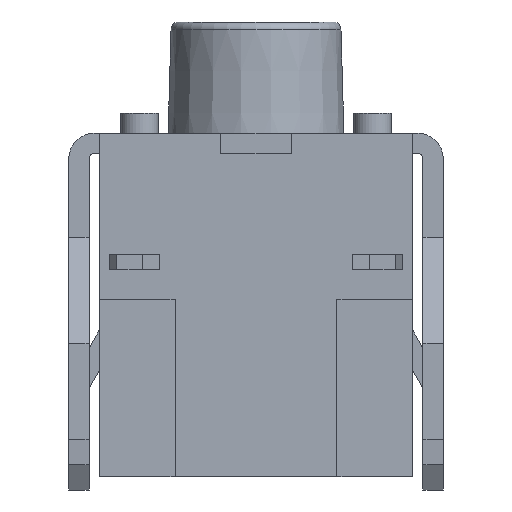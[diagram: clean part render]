
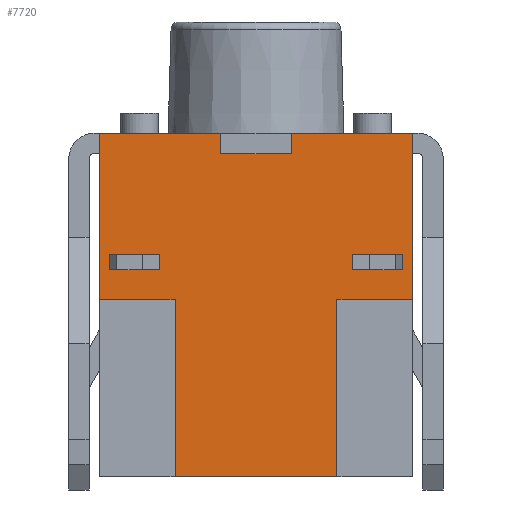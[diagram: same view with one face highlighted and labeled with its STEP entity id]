
A CAD part, left-side view. The second image highlights one B-rep face of the part: STEP entity #7720.
In plain terms, the highlighted planar face has unit normal (-1, 0, 0).
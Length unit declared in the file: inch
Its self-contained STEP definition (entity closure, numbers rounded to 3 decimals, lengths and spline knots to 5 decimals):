
#1418=CARTESIAN_POINT('',(-0.12205,-0.02756,0.11378));
#1419=VERTEX_POINT('',#1418);
#1420=CARTESIAN_POINT('',(-0.12205,0.02756,0.11378));
#1421=VERTEX_POINT('',#1420);
#1422=CARTESIAN_POINT('',(-0.12205,-0.02756,0.11378));
#1423=DIRECTION('',(0.0,1.0,0.0));
#1424=VECTOR('',#1423,0.05512);
#1425=LINE('',#1422,#1424);
#1426=EDGE_CURVE('',#1419,#1421,#1425,.T.);
#3147=CARTESIAN_POINT('',(-0.12205,0.12205,0.12953));
#3148=VERTEX_POINT('',#3147);
#3155=CARTESIAN_POINT('',(-0.12205,0.02756,0.12953));
#3156=VERTEX_POINT('',#3155);
#3157=CARTESIAN_POINT('',(-0.12205,0.02756,0.12953));
#3158=DIRECTION('',(0.0,1.0,0.0));
#3159=VECTOR('',#3158,0.09449);
#3160=LINE('',#3157,#3159);
#3161=EDGE_CURVE('',#3156,#3148,#3160,.T.);
#3179=CARTESIAN_POINT('',(-0.12205,-0.02756,0.12953));
#3180=VERTEX_POINT('',#3179);
#3187=CARTESIAN_POINT('',(-0.12205,-0.12205,0.12953));
#3188=VERTEX_POINT('',#3187);
#3189=CARTESIAN_POINT('',(-0.12205,-0.12205,0.12953));
#3190=DIRECTION('',(0.0,1.0,0.0));
#3191=VECTOR('',#3190,0.09449);
#3192=LINE('',#3189,#3191);
#3193=EDGE_CURVE('',#3188,#3180,#3192,.T.);
#3317=CARTESIAN_POINT('',(-0.12205,-0.02756,0.11378));
#3318=DIRECTION('',(0.0,0.0,1.0));
#3319=VECTOR('',#3318,0.01575);
#3320=LINE('',#3317,#3319);
#3321=EDGE_CURVE('',#1419,#3180,#3320,.T.);
#3349=CARTESIAN_POINT('',(-0.12205,0.02756,0.11378));
#3350=DIRECTION('',(0.0,0.0,1.0));
#3351=VECTOR('',#3350,0.01575);
#3352=LINE('',#3349,#3351);
#3353=EDGE_CURVE('',#1421,#3156,#3352,.T.);
#5420=CARTESIAN_POINT('',(-0.12205,0.08268,0.02323));
#5421=VERTEX_POINT('',#5420);
#5437=CARTESIAN_POINT('',(-0.12205,0.11417,0.02323));
#5438=VERTEX_POINT('',#5437);
#5445=CARTESIAN_POINT('',(-0.12205,0.08268,0.02323));
#5446=DIRECTION('',(0.0,1.0,0.0));
#5447=VECTOR('',#5446,0.0315);
#5448=LINE('',#5445,#5447);
#5449=EDGE_CURVE('',#5421,#5438,#5448,.T.);
#5459=CARTESIAN_POINT('',(-0.12205,0.08268,0.03504));
#5460=VERTEX_POINT('',#5459);
#5467=CARTESIAN_POINT('',(-0.12205,0.11417,0.03504));
#5468=VERTEX_POINT('',#5467);
#5469=CARTESIAN_POINT('',(-0.12205,0.11417,0.03504));
#5470=DIRECTION('',(0.0,-1.0,0.0));
#5471=VECTOR('',#5470,0.0315);
#5472=LINE('',#5469,#5471);
#5473=EDGE_CURVE('',#5468,#5460,#5472,.T.);
#5498=CARTESIAN_POINT('',(-0.12205,0.11417,0.02323));
#5499=DIRECTION('',(0.0,0.0,1.0));
#5500=VECTOR('',#5499,0.01181);
#5501=LINE('',#5498,#5500);
#5502=EDGE_CURVE('',#5438,#5468,#5501,.T.);
#5516=CARTESIAN_POINT('',(-0.12205,0.08268,0.03504));
#5517=DIRECTION('',(0.0,0.0,-1.0));
#5518=VECTOR('',#5517,0.01181);
#5519=LINE('',#5516,#5518);
#5520=EDGE_CURVE('',#5460,#5421,#5519,.T.);
#5532=CARTESIAN_POINT('',(-0.12205,-0.08268,0.02323));
#5533=VERTEX_POINT('',#5532);
#5540=CARTESIAN_POINT('',(-0.12205,-0.11417,0.02323));
#5541=VERTEX_POINT('',#5540);
#5542=CARTESIAN_POINT('',(-0.12205,-0.11417,0.02323));
#5543=DIRECTION('',(0.0,1.0,0.0));
#5544=VECTOR('',#5543,0.0315);
#5545=LINE('',#5542,#5544);
#5546=EDGE_CURVE('',#5541,#5533,#5545,.T.);
#5571=CARTESIAN_POINT('',(-0.12205,-0.08268,0.03504));
#5572=VERTEX_POINT('',#5571);
#5588=CARTESIAN_POINT('',(-0.12205,-0.11417,0.03504));
#5589=VERTEX_POINT('',#5588);
#5596=CARTESIAN_POINT('',(-0.12205,-0.08268,0.03504));
#5597=DIRECTION('',(0.0,-1.0,0.0));
#5598=VECTOR('',#5597,0.0315);
#5599=LINE('',#5596,#5598);
#5600=EDGE_CURVE('',#5572,#5589,#5599,.T.);
#5610=CARTESIAN_POINT('',(-0.12205,-0.11417,0.03504));
#5611=DIRECTION('',(0.0,0.0,-1.0));
#5612=VECTOR('',#5611,0.01181);
#5613=LINE('',#5610,#5612);
#5614=EDGE_CURVE('',#5589,#5541,#5613,.T.);
#5630=CARTESIAN_POINT('',(-0.12205,-0.08268,0.02323));
#5631=DIRECTION('',(0.0,0.0,1.0));
#5632=VECTOR('',#5631,0.01181);
#5633=LINE('',#5630,#5632);
#5634=EDGE_CURVE('',#5533,#5572,#5633,.T.);
#6754=CARTESIAN_POINT('',(-0.12205,0.06299,-0.1378));
#6755=VERTEX_POINT('',#6754);
#6762=CARTESIAN_POINT('',(-0.12205,0.06299,0.0));
#6763=VERTEX_POINT('',#6762);
#6764=CARTESIAN_POINT('',(-0.12205,0.06299,0.0));
#6765=DIRECTION('',(0.0,0.0,-1.0));
#6766=VECTOR('',#6765,0.1378);
#6767=LINE('',#6764,#6766);
#6768=EDGE_CURVE('',#6763,#6755,#6767,.T.);
#6785=CARTESIAN_POINT('',(-0.12205,-0.06299,-0.1378));
#6786=VERTEX_POINT('',#6785);
#6803=CARTESIAN_POINT('',(-0.12205,-0.06299,0.0));
#6804=VERTEX_POINT('',#6803);
#6811=CARTESIAN_POINT('',(-0.12205,-0.06299,0.0));
#6812=DIRECTION('',(0.0,0.0,-1.0));
#6813=VECTOR('',#6812,0.1378);
#6814=LINE('',#6811,#6813);
#6815=EDGE_CURVE('',#6804,#6786,#6814,.T.);
#6976=CARTESIAN_POINT('',(-0.12205,0.06299,-0.1378));
#6977=DIRECTION('',(0.0,-1.0,0.0));
#6978=VECTOR('',#6977,0.12598);
#6979=LINE('',#6976,#6978);
#6980=EDGE_CURVE('',#6755,#6786,#6979,.T.);
#7013=CARTESIAN_POINT('',(-0.12205,-0.12205,0.0));
#7014=VERTEX_POINT('',#7013);
#7021=CARTESIAN_POINT('',(-0.12205,-0.06299,0.0));
#7022=DIRECTION('',(0.0,-1.0,0.0));
#7023=VECTOR('',#7022,0.05906);
#7024=LINE('',#7021,#7023);
#7025=EDGE_CURVE('',#6804,#7014,#7024,.T.);
#7112=CARTESIAN_POINT('',(-0.12205,0.12205,0.0));
#7113=VERTEX_POINT('',#7112);
#7114=CARTESIAN_POINT('',(-0.12205,0.12205,0.0));
#7115=DIRECTION('',(0.0,-1.0,0.0));
#7116=VECTOR('',#7115,0.05906);
#7117=LINE('',#7114,#7116);
#7118=EDGE_CURVE('',#7113,#6763,#7117,.T.);
#7679=CARTESIAN_POINT('',(-0.12205,-0.13425,-0.15116));
#7680=DIRECTION('',(-1.0,0.0,0.0));
#7681=DIRECTION('',(0.0,0.0,1.0));
#7682=AXIS2_PLACEMENT_3D('',#7679,#7680,#7681);
#7683=PLANE('',#7682);
#7684=ORIENTED_EDGE('',*,*,#1426,.T.);
#7685=ORIENTED_EDGE('',*,*,#3353,.T.);
#7686=ORIENTED_EDGE('',*,*,#3161,.T.);
#7687=CARTESIAN_POINT('',(-0.12205,0.12205,0.0));
#7688=DIRECTION('',(0.0,0.0,1.0));
#7689=VECTOR('',#7688,0.12953);
#7690=LINE('',#7687,#7689);
#7691=EDGE_CURVE('',#7113,#3148,#7690,.T.);
#7692=ORIENTED_EDGE('',*,*,#7691,.F.);
#7693=ORIENTED_EDGE('',*,*,#7118,.T.);
#7694=ORIENTED_EDGE('',*,*,#6768,.T.);
#7695=ORIENTED_EDGE('',*,*,#6980,.T.);
#7696=ORIENTED_EDGE('',*,*,#6815,.F.);
#7697=ORIENTED_EDGE('',*,*,#7025,.T.);
#7698=CARTESIAN_POINT('',(-0.12205,-0.12205,0.0));
#7699=DIRECTION('',(0.0,0.0,1.0));
#7700=VECTOR('',#7699,0.12953);
#7701=LINE('',#7698,#7700);
#7702=EDGE_CURVE('',#7014,#3188,#7701,.T.);
#7703=ORIENTED_EDGE('',*,*,#7702,.T.);
#7704=ORIENTED_EDGE('',*,*,#3193,.T.);
#7705=ORIENTED_EDGE('',*,*,#3321,.F.);
#7706=EDGE_LOOP('',(#7684,#7685,#7686,#7692,#7693,#7694,#7695,#7696,#7697,#7703,#7704,#7705));
#7707=FACE_OUTER_BOUND('',#7706,.T.);
#7708=ORIENTED_EDGE('',*,*,#5473,.T.);
#7709=ORIENTED_EDGE('',*,*,#5520,.T.);
#7710=ORIENTED_EDGE('',*,*,#5449,.T.);
#7711=ORIENTED_EDGE('',*,*,#5502,.T.);
#7712=EDGE_LOOP('',(#7708,#7709,#7710,#7711));
#7713=FACE_BOUND('',#7712,.T.);
#7714=ORIENTED_EDGE('',*,*,#5600,.T.);
#7715=ORIENTED_EDGE('',*,*,#5614,.T.);
#7716=ORIENTED_EDGE('',*,*,#5546,.T.);
#7717=ORIENTED_EDGE('',*,*,#5634,.T.);
#7718=EDGE_LOOP('',(#7714,#7715,#7716,#7717));
#7719=FACE_BOUND('',#7718,.T.);
#7720=ADVANCED_FACE('',(#7707,#7713,#7719),#7683,.T.);
